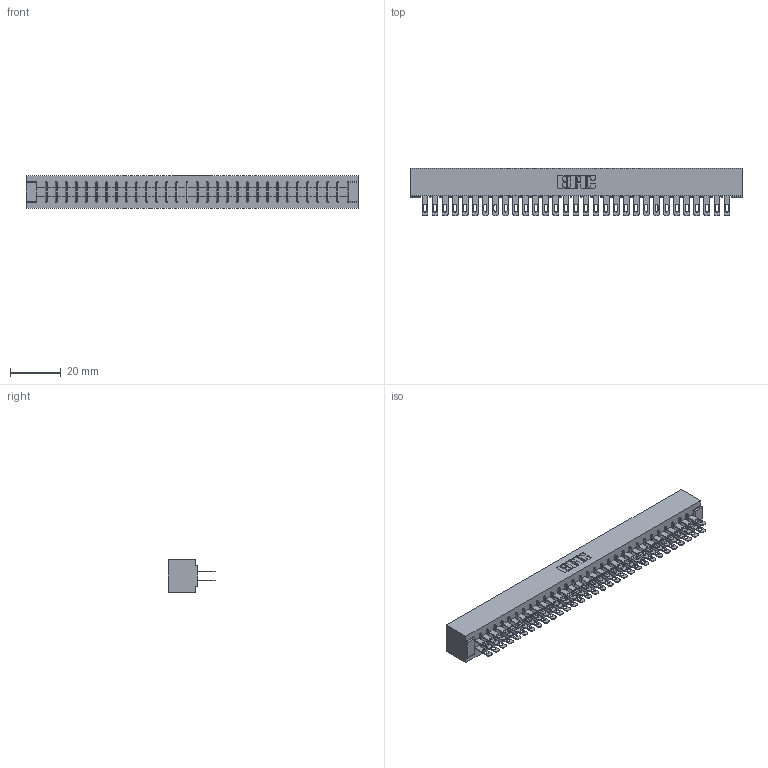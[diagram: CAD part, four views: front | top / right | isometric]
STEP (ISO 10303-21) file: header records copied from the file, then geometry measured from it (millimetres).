
FILE_DESCRIPTION (( 'STEP AP203' ), '1' );
FILE_NAME ('355-062-500-201.STEP', '2019-09-12T14:10:15', ( '' ), ( '' ), 'SwSTEP 2.0', 'SolidWorks 2016', '' );
FILE_SCHEMA (( 'CONFIG_CONTROL_DESIGN' ));
Length unit declared in the file: inch
Products named in the file (3): 305 Part_No Mounting; 305-290-001_500; 355-062-500-201
Assembly tree (63 placements, depth 2):
  355-062-500-201
    305 Part_No Mounting
    305-290-001_500  x62
Bounding box: 130.71 x 18.85 x 12.7 mm (x, y, z)
Volume: 14241.8 mm3; surface area: 19495.4 mm2
Topology: 63 solids, 63 shells, 3208 faces, 9189 edges, 5958 vertices
Faces by surface type: plane 1800, cylinder 1284, sphere 124
Entity records: 34648 total; most frequent: CARTESIAN_POINT 5731, ORIENTED_EDGE 5686, DIRECTION 5553, EDGE_CURVE 2843, LINE 2289, VECTOR 2289, VERTEX_POINT 1810, AXIS2_PLACEMENT_3D 1632
